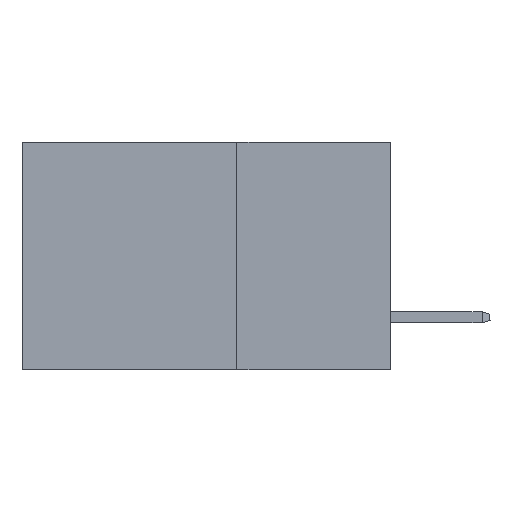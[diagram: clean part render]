
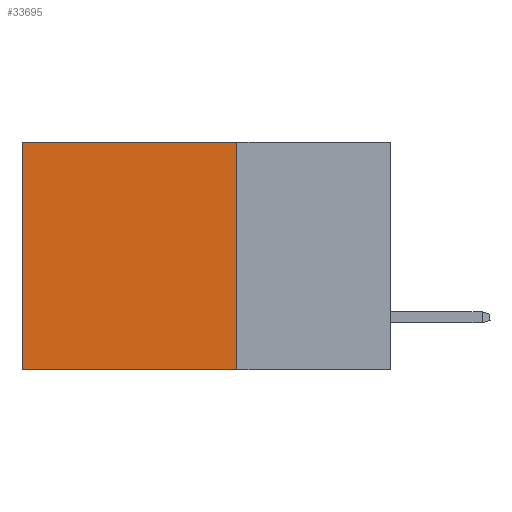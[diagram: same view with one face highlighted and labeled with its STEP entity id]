
A CAD part, left-side view. The second image highlights one B-rep face of the part: STEP entity #33695.
In plain terms, the highlighted planar face has unit normal (-1, 0, 0).
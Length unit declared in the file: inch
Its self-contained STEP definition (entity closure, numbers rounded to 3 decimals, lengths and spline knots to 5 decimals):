
#188 = EDGE_CURVE ( 'NONE', #21700, #8563, #28384, .T. ) ;
#2439 = FACE_OUTER_BOUND ( 'NONE', #23240, .T. ) ;
#3077 = VECTOR ( 'NONE', #14745, 39.37008 ) ;
#3540 = PLANE ( 'NONE',  #14065 ) ;
#5378 = CARTESIAN_POINT ( 'NONE',  ( 0.2875, 0.6, -0.37 ) ) ;
#6443 = DIRECTION ( 'NONE',  ( 0., 0., -1. ) ) ;
#7542 = LINE ( 'NONE', #36695, #3077 ) ;
#8563 = VERTEX_POINT ( 'NONE', #38857 ) ;
#8859 = CARTESIAN_POINT ( 'NONE',  ( 0.2875, 0.6, 0. ) ) ;
#10518 = ORIENTED_EDGE ( 'NONE', *, *, #31411, .T. ) ;
#10920 = VECTOR ( 'NONE', #22856, 39.37008 ) ;
#12532 = CARTESIAN_POINT ( 'NONE',  ( 0.2875, 0.25, -0.37 ) ) ;
#14065 = AXIS2_PLACEMENT_3D ( 'NONE', #38450, #16106, #15818 ) ;
#14745 = DIRECTION ( 'NONE',  ( 0., 0., -1. ) ) ;
#15818 = DIRECTION ( 'NONE',  ( 0., 0., -1. ) ) ;
#16106 = DIRECTION ( 'NONE',  ( 1., 0., 0. ) ) ;
#19475 = ORIENTED_EDGE ( 'NONE', *, *, #35757, .F. ) ;
#20850 = VERTEX_POINT ( 'NONE', #5378 ) ;
#21700 = VERTEX_POINT ( 'NONE', #29710 ) ;
#21720 = DIRECTION ( 'NONE',  ( 0., 1., 0. ) ) ;
#22856 = DIRECTION ( 'NONE',  ( 0., 1., 0. ) ) ;
#23052 = EDGE_CURVE ( 'NONE', #21700, #37486, #34051, .T. ) ;
#23240 = EDGE_LOOP ( 'NONE', ( #10518, #19475, #25708, #34352 ) ) ;
#25708 = ORIENTED_EDGE ( 'NONE', *, *, #188, .F. ) ;
#26479 = CARTESIAN_POINT ( 'NONE',  ( 0.2875, 0.25, 0. ) ) ;
#28384 = LINE ( 'NONE', #40790, #31330 ) ;
#29710 = CARTESIAN_POINT ( 'NONE',  ( 0.2875, 0.25, 0. ) ) ;
#30525 = LINE ( 'NONE', #12532, #33465 ) ;
#31330 = VECTOR ( 'NONE', #6443, 39.37008 ) ;
#31411 = EDGE_CURVE ( 'NONE', #37486, #20850, #7542, .T. ) ;
#33465 = VECTOR ( 'NONE', #21720, 39.37008 ) ;
#33695 = ADVANCED_FACE ( 'NONE', ( #2439 ), #3540, .F. ) ;
#34051 = LINE ( 'NONE', #26479, #10920 ) ;
#34352 = ORIENTED_EDGE ( 'NONE', *, *, #23052, .T. ) ;
#35757 = EDGE_CURVE ( 'NONE', #8563, #20850, #30525, .T. ) ;
#36695 = CARTESIAN_POINT ( 'NONE',  ( 0.2875, 0.6, 0. ) ) ;
#37486 = VERTEX_POINT ( 'NONE', #8859 ) ;
#38450 = CARTESIAN_POINT ( 'NONE',  ( 0.2875, 0.25, 0. ) ) ;
#38857 = CARTESIAN_POINT ( 'NONE',  ( 0.2875, 0.25, -0.37 ) ) ;
#40790 = CARTESIAN_POINT ( 'NONE',  ( 0.2875, 0.25, 0. ) ) ;
